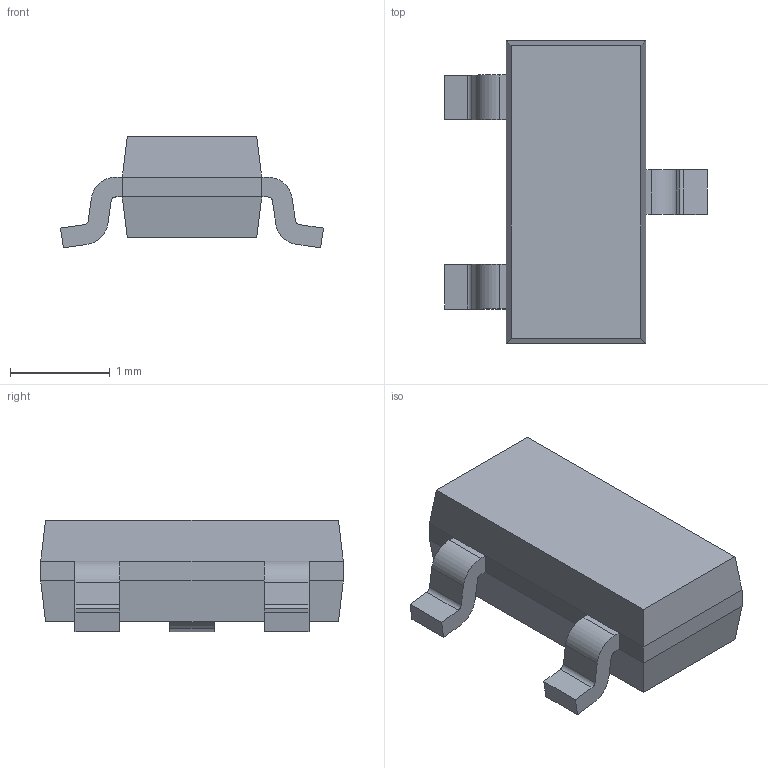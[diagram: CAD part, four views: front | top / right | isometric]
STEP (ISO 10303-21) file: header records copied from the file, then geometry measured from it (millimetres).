
FILE_DESCRIPTION(/* description */ (''),/* implementation_level */ '2;1');
FILE_NAME(/* name */ 'SOT-23-3D.step',/* time_stamp */ '2021-12-06T12:53:33+02:00',/* author */ (''),/* organization */ (''),/* preprocessor_version */ 'ST-DEVELOPER v18.1',/* originating_system */ 'Autodesk Translation Framework v10.10.0.1391',/* authorisation */ '');
FILE_SCHEMA (('AUTOMOTIVE_DESIGN { 1 0 10303 214 3 1 1 }'));
Length unit declared in the file: millimetre
Products named in the file (2): (Unsaved); 158819.f3d 
Assembly tree (1 placements, depth 2):
  (Unsaved)
    158819.f3d 
Bounding box: 2.64 x 3.04 x 1.12 mm (x, y, z)
Volume: 4.4 mm3; surface area: 20.2 mm2
Topology: 1 solids, 1 shells, 56 faces, 142 edges, 88 vertices
Faces by surface type: plane 44, cylinder 12
Entity records: 1734 total; most frequent: CARTESIAN_POINT 289, ORIENTED_EDGE 284, DIRECTION 284, EDGE_CURVE 142, LINE 118, VECTOR 118, VERTEX_POINT 88, AXIS2_PLACEMENT_3D 83
